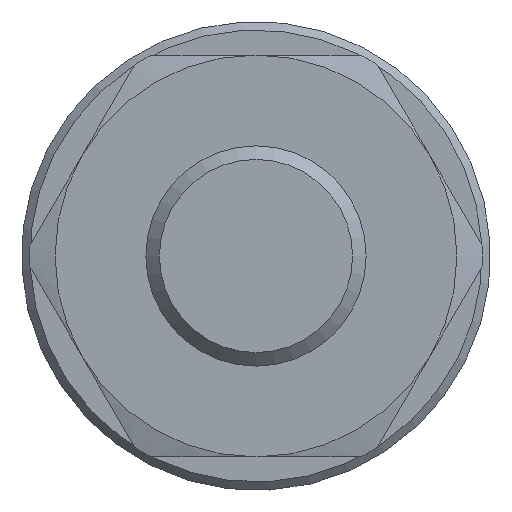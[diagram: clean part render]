
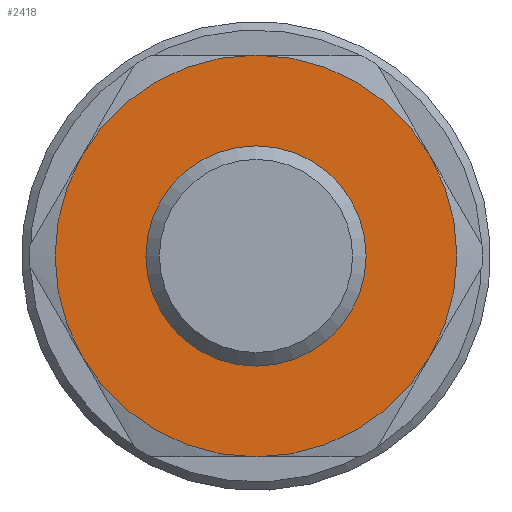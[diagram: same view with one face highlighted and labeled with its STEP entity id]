
A CAD part, left-side view. The second image highlights one B-rep face of the part: STEP entity #2418.
In plain terms, the highlighted planar face has unit normal (-1, 0, 0).
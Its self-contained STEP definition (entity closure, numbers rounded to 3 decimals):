
#1143=CARTESIAN_POINT('',(13.5,10.392,6.));
#1144=VERTEX_POINT('',#1143);
#1227=CARTESIAN_POINT('',(13.5,10.392,-6.));
#1228=VERTEX_POINT('',#1227);
#1311=CARTESIAN_POINT('',(13.5,0.,-12.));
#1312=VERTEX_POINT('',#1311);
#1395=CARTESIAN_POINT('',(13.5,-10.392,-6.0));
#1396=VERTEX_POINT('',#1395);
#1479=CARTESIAN_POINT('',(13.5,-10.392,6.));
#1480=VERTEX_POINT('',#1479);
#1857=CARTESIAN_POINT('',(13.5,0.,12.));
#1858=VERTEX_POINT('',#1857);
#1859=CARTESIAN_POINT('',(13.5,0.0,0.0));
#1860=DIRECTION('',(1.0,0.0,0.0));
#1861=DIRECTION('',(0.0,1.0,0.0));
#1862=AXIS2_PLACEMENT_3D('',#1859,#1860,#1861);
#1863=CIRCLE('',#1862,12.);
#1864=EDGE_CURVE('',#1144,#1858,#1863,.T.);
#1903=CARTESIAN_POINT('',(13.5,0.0,0.0));
#1904=DIRECTION('',(1.0,0.0,0.0));
#1905=DIRECTION('',(0.0,1.0,0.0));
#1906=AXIS2_PLACEMENT_3D('',#1903,#1904,#1905);
#1907=CIRCLE('',#1906,12.);
#1908=EDGE_CURVE('',#1858,#1480,#1907,.T.);
#1921=CARTESIAN_POINT('',(13.5,0.0,0.0));
#1922=DIRECTION('',(1.0,0.0,0.0));
#1923=DIRECTION('',(0.0,1.0,0.0));
#1924=AXIS2_PLACEMENT_3D('',#1921,#1922,#1923);
#1925=CIRCLE('',#1924,12.);
#1926=EDGE_CURVE('',#1480,#1396,#1925,.T.);
#1939=CARTESIAN_POINT('',(13.5,0.0,0.0));
#1940=DIRECTION('',(1.0,0.0,0.0));
#1941=DIRECTION('',(0.0,1.0,0.0));
#1942=AXIS2_PLACEMENT_3D('',#1939,#1940,#1941);
#1943=CIRCLE('',#1942,12.);
#1944=EDGE_CURVE('',#1396,#1312,#1943,.T.);
#1957=CARTESIAN_POINT('',(13.5,0.0,0.0));
#1958=DIRECTION('',(1.0,0.0,0.0));
#1959=DIRECTION('',(0.0,1.0,0.0));
#1960=AXIS2_PLACEMENT_3D('',#1957,#1958,#1959);
#1961=CIRCLE('',#1960,12.);
#1962=EDGE_CURVE('',#1312,#1228,#1961,.T.);
#2381=CARTESIAN_POINT('',(13.5,5.975,0.0));
#2382=VERTEX_POINT('',#2381);
#2383=CARTESIAN_POINT('',(13.5,0.0,0.0));
#2384=DIRECTION('',(1.0,0.0,0.0));
#2385=DIRECTION('',(0.0,1.0,0.0));
#2386=AXIS2_PLACEMENT_3D('',#2383,#2384,#2385);
#2387=CIRCLE('',#2386,5.975);
#2388=EDGE_CURVE('',#2382,#2382,#2387,.T.);
#2396=CARTESIAN_POINT('',(13.5,8.988,0.0));
#2397=DIRECTION('',(-1.0,0.0,0.0));
#2398=DIRECTION('',(0.0,0.0,1.0));
#2399=AXIS2_PLACEMENT_3D('',#2396,#2397,#2398);
#2400=PLANE('',#2399);
#2401=ORIENTED_EDGE('',*,*,#1908,.F.);
#2402=ORIENTED_EDGE('',*,*,#1864,.F.);
#2403=CARTESIAN_POINT('',(13.5,0.0,0.0));
#2404=DIRECTION('',(1.0,0.0,0.0));
#2405=DIRECTION('',(0.0,1.0,0.0));
#2406=AXIS2_PLACEMENT_3D('',#2403,#2404,#2405);
#2407=CIRCLE('',#2406,12.);
#2408=EDGE_CURVE('',#1228,#1144,#2407,.T.);
#2409=ORIENTED_EDGE('',*,*,#2408,.F.);
#2410=ORIENTED_EDGE('',*,*,#1962,.F.);
#2411=ORIENTED_EDGE('',*,*,#1944,.F.);
#2412=ORIENTED_EDGE('',*,*,#1926,.F.);
#2413=EDGE_LOOP('',(#2401,#2402,#2409,#2410,#2411,#2412));
#2414=FACE_OUTER_BOUND('',#2413,.T.);
#2415=ORIENTED_EDGE('',*,*,#2388,.T.);
#2416=EDGE_LOOP('',(#2415));
#2417=FACE_BOUND('',#2416,.T.);
#2418=ADVANCED_FACE('',(#2414,#2417),#2400,.T.);
